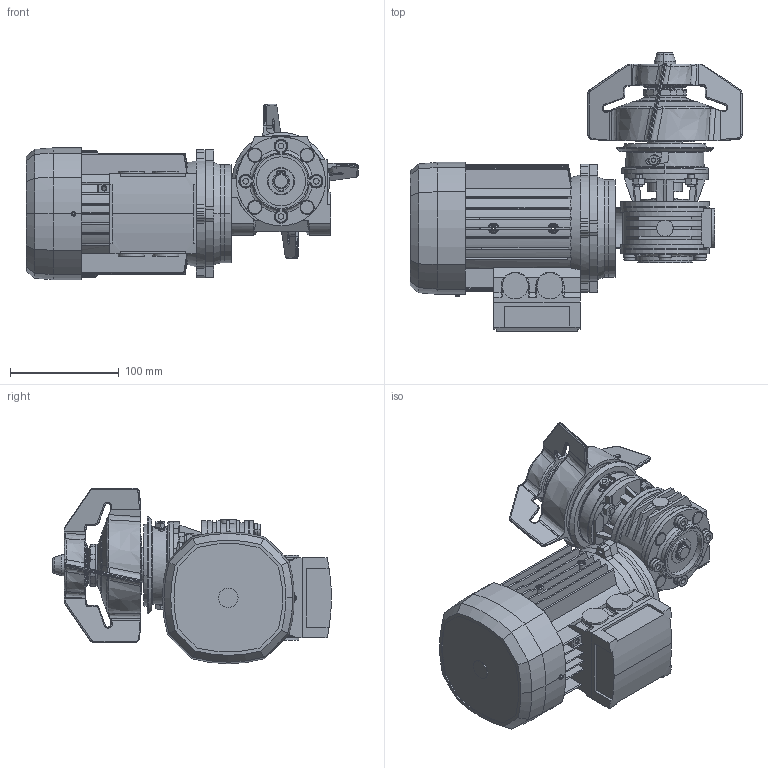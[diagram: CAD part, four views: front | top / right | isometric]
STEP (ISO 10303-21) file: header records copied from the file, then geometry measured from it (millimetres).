
FILE_DESCRIPTION (( 'STEP AP203' ), '1' );
FILE_NAME ('Complete Mixer GMP500 E0, standard (IEC).STEP', '2007-05-28T14:53:02', ( ' ' ), ( ' ' ), 'SwSTEP 2.0', 'SolidWorks 2005235', '' );
FILE_SCHEMA (( 'CONFIG_CONTROL_DESIGN' ));
Length unit declared in the file: millimetre
Products named in the file (1): Complete Mixer GMP500 E0, standard (IEC)
Bounding box: 306 x 256.95 x 161.8 mm (x, y, z)
Surface area: 346364.7 mm2 (no closed solid volume)
Topology: 0 solids, 46 shells, 1230 faces, 3896 edges, 2605 vertices
Faces by surface type: plane 431, cylinder 402, bspline 165, cone 139, torus 93
Entity records: 59879 total; most frequent: CARTESIAN_POINT 27464, ORIENTED_EDGE 6749, DIRECTION 6379, EDGE_CURVE 3893, VERTEX_POINT 2605, AXIS2_PLACEMENT_3D 2450, VECTOR 1479, LINE 1479
